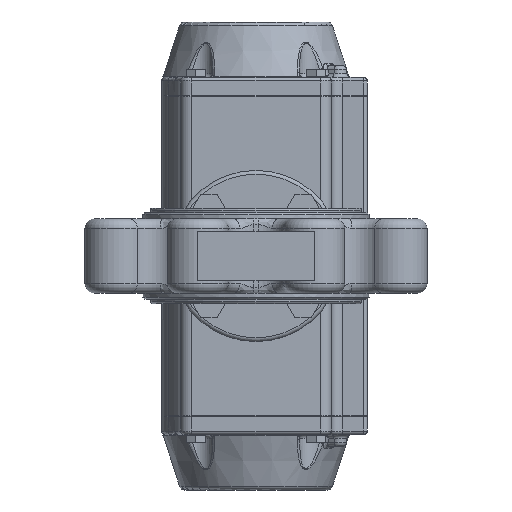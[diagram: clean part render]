
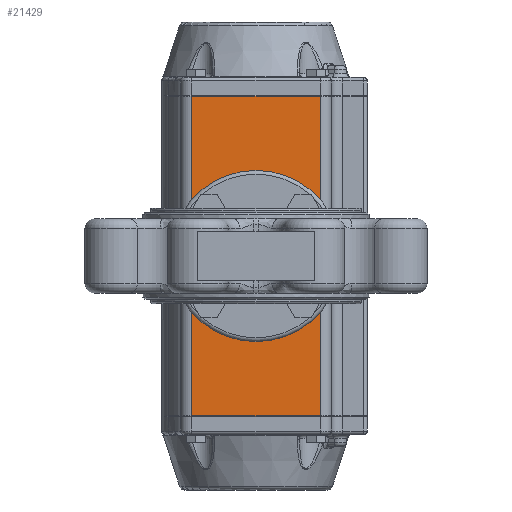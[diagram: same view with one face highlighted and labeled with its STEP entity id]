
A CAD part, front view. The second image highlights one B-rep face of the part: STEP entity #21429.
In plain terms, the highlighted planar face has unit normal (0, -1, 0).
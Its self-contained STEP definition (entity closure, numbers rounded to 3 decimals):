
#1653=PLANE('',#24097);
#2767=LINE('',#49648,#3971);
#2768=LINE('',#49652,#3972);
#2769=LINE('',#49654,#3973);
#2770=LINE('',#49656,#3974);
#3971=VECTOR('',#29760,1000.);
#3972=VECTOR('',#29765,1000.);
#3973=VECTOR('',#29766,1000.);
#3974=VECTOR('',#29767,1000.);
#9671=ORIENTED_EDGE('',*,*,#13066,.F.);
#9672=ORIENTED_EDGE('',*,*,#13068,.T.);
#9673=ORIENTED_EDGE('',*,*,#13069,.T.);
#9674=ORIENTED_EDGE('',*,*,#13070,.T.);
#9675=ORIENTED_EDGE('',*,*,#12363,.T.);
#9676=ORIENTED_EDGE('',*,*,#12362,.F.);
#9677=ORIENTED_EDGE('',*,*,#12360,.F.);
#9678=ORIENTED_EDGE('',*,*,#12358,.F.);
#9679=ORIENTED_EDGE('',*,*,#12356,.F.);
#9680=ORIENTED_EDGE('',*,*,#12354,.F.);
#9681=ORIENTED_EDGE('',*,*,#12352,.F.);
#9682=ORIENTED_EDGE('',*,*,#12350,.F.);
#9683=ORIENTED_EDGE('',*,*,#12348,.F.);
#12348=EDGE_CURVE('',#14704,#14704,#16136,.T.);
#12350=EDGE_CURVE('',#14707,#14707,#16138,.T.);
#12352=EDGE_CURVE('',#14710,#14710,#16140,.T.);
#12354=EDGE_CURVE('',#14713,#14713,#16142,.T.);
#12356=EDGE_CURVE('',#14716,#14716,#16144,.T.);
#12358=EDGE_CURVE('',#14719,#14719,#16146,.T.);
#12360=EDGE_CURVE('',#14722,#14722,#16148,.T.);
#12362=EDGE_CURVE('',#14725,#14725,#16150,.T.);
#12363=EDGE_CURVE('',#14726,#14726,#16151,.T.);
#13066=EDGE_CURVE('',#15185,#15186,#2767,.T.);
#13068=EDGE_CURVE('',#15185,#15187,#2768,.T.);
#13069=EDGE_CURVE('',#15187,#15188,#2769,.T.);
#13070=EDGE_CURVE('',#15188,#15186,#2770,.T.);
#14704=VERTEX_POINT('',#43443);
#14707=VERTEX_POINT('',#43450);
#14710=VERTEX_POINT('',#43457);
#14713=VERTEX_POINT('',#43464);
#14716=VERTEX_POINT('',#43471);
#14719=VERTEX_POINT('',#43478);
#14722=VERTEX_POINT('',#43485);
#14725=VERTEX_POINT('',#43492);
#14726=VERTEX_POINT('',#43495);
#15185=VERTEX_POINT('',#49647);
#15186=VERTEX_POINT('',#49649);
#15187=VERTEX_POINT('',#49653);
#15188=VERTEX_POINT('',#49655);
#16136=CIRCLE('',#23519,2.5);
#16138=CIRCLE('',#23523,2.5);
#16140=CIRCLE('',#23527,2.5);
#16142=CIRCLE('',#23531,2.5);
#16144=CIRCLE('',#23535,3.4);
#16146=CIRCLE('',#23539,3.4);
#16148=CIRCLE('',#23543,3.4);
#16150=CIRCLE('',#23547,3.4);
#16151=CIRCLE('',#23549,20.5);
#18019=EDGE_LOOP('',(#9671,#9672,#9673,#9674));
#18020=EDGE_LOOP('',(#9675));
#18021=EDGE_LOOP('',(#9676));
#18022=EDGE_LOOP('',(#9677));
#18023=EDGE_LOOP('',(#9678));
#18024=EDGE_LOOP('',(#9679));
#18025=EDGE_LOOP('',(#9680));
#18026=EDGE_LOOP('',(#9681));
#18027=EDGE_LOOP('',(#9682));
#18028=EDGE_LOOP('',(#9683));
#19689=FACE_BOUND('',#18019,.T.);
#19690=FACE_BOUND('',#18020,.T.);
#19691=FACE_BOUND('',#18021,.T.);
#19692=FACE_BOUND('',#18022,.T.);
#19693=FACE_BOUND('',#18023,.T.);
#19694=FACE_BOUND('',#18024,.T.);
#19695=FACE_BOUND('',#18025,.T.);
#19696=FACE_BOUND('',#18026,.T.);
#19697=FACE_BOUND('',#18027,.T.);
#19698=FACE_BOUND('',#18028,.T.);
#21429=ADVANCED_FACE('',(#19689,#19690,#19691,#19692,#19693,#19694,#19695,
#19696,#19697,#19698),#1653,.F.);
#23519=AXIS2_PLACEMENT_3D('',#43442,#28383,#28384);
#23523=AXIS2_PLACEMENT_3D('',#43449,#28391,#28392);
#23527=AXIS2_PLACEMENT_3D('',#43456,#28399,#28400);
#23531=AXIS2_PLACEMENT_3D('',#43463,#28407,#28408);
#23535=AXIS2_PLACEMENT_3D('',#43470,#28415,#28416);
#23539=AXIS2_PLACEMENT_3D('',#43477,#28423,#28424);
#23543=AXIS2_PLACEMENT_3D('',#43484,#28431,#28432);
#23547=AXIS2_PLACEMENT_3D('',#43491,#28439,#28440);
#23549=AXIS2_PLACEMENT_3D('',#43494,#28443,#28444);
#24097=AXIS2_PLACEMENT_3D('',#49651,#29763,#29764);
#28383=DIRECTION('',(0.,-1.,0.));
#28384=DIRECTION('',(0.,0.,-1.));
#28391=DIRECTION('',(0.,-1.,0.));
#28392=DIRECTION('',(0.,0.,-1.));
#28399=DIRECTION('',(0.,-1.,0.));
#28400=DIRECTION('',(0.,0.,-1.));
#28407=DIRECTION('',(0.,-1.,0.));
#28408=DIRECTION('',(0.,0.,-1.));
#28415=DIRECTION('',(0.,-1.,0.));
#28416=DIRECTION('',(0.,0.,-1.));
#28423=DIRECTION('',(0.,-1.,0.));
#28424=DIRECTION('',(0.,0.,-1.));
#28431=DIRECTION('',(0.,-1.,0.));
#28432=DIRECTION('',(0.,0.,-1.));
#28439=DIRECTION('',(0.,-1.,0.));
#28440=DIRECTION('',(0.,0.,-1.));
#28443=DIRECTION('',(0.,1.,0.));
#28444=DIRECTION('',(-1.,0.,0.));
#29760=DIRECTION('',(0.,0.,-1.));
#29763=DIRECTION('',(0.,1.,0.));
#29764=DIRECTION('',(1.,0.,0.));
#29765=DIRECTION('',(-1.,0.,0.));
#29766=DIRECTION('',(0.,0.,-1.));
#29767=DIRECTION('',(1.,0.,0.));
#43442=CARTESIAN_POINT('',(-17.678,-58.,-17.678));
#43443=CARTESIAN_POINT('',(-17.678,-58.,-20.178));
#43449=CARTESIAN_POINT('',(17.678,-58.,-17.678));
#43450=CARTESIAN_POINT('',(17.678,-58.,-20.178));
#43456=CARTESIAN_POINT('',(17.678,-58.,17.678));
#43457=CARTESIAN_POINT('',(17.678,-58.,15.178));
#43463=CARTESIAN_POINT('',(-17.678,-58.,17.678));
#43464=CARTESIAN_POINT('',(-17.678,-58.,15.178));
#43470=CARTESIAN_POINT('',(-24.749,-58.,-24.749));
#43471=CARTESIAN_POINT('',(-24.749,-58.,-28.149));
#43477=CARTESIAN_POINT('',(24.749,-58.,-24.749));
#43478=CARTESIAN_POINT('',(24.749,-58.,-28.149));
#43484=CARTESIAN_POINT('',(24.749,-58.,24.749));
#43485=CARTESIAN_POINT('',(24.749,-58.,21.349));
#43491=CARTESIAN_POINT('',(-24.749,-58.,24.749));
#43492=CARTESIAN_POINT('',(-24.749,-58.,21.349));
#43494=CARTESIAN_POINT('',(0.,-58.,0.));
#43495=CARTESIAN_POINT('',(-20.5,-58.,0.));
#49647=CARTESIAN_POINT('',(33.75,-58.,84.));
#49648=CARTESIAN_POINT('',(33.75,-58.,84.5));
#49649=CARTESIAN_POINT('',(33.75,-58.,-84.));
#49651=CARTESIAN_POINT('',(33.75,-58.,84.5));
#49652=CARTESIAN_POINT('',(-33.75,-58.,84.));
#49653=CARTESIAN_POINT('',(-33.75,-58.,84.));
#49654=CARTESIAN_POINT('',(-33.75,-58.,84.5));
#49655=CARTESIAN_POINT('',(-33.75,-58.,-84.));
#49656=CARTESIAN_POINT('',(33.75,-58.,-84.));
